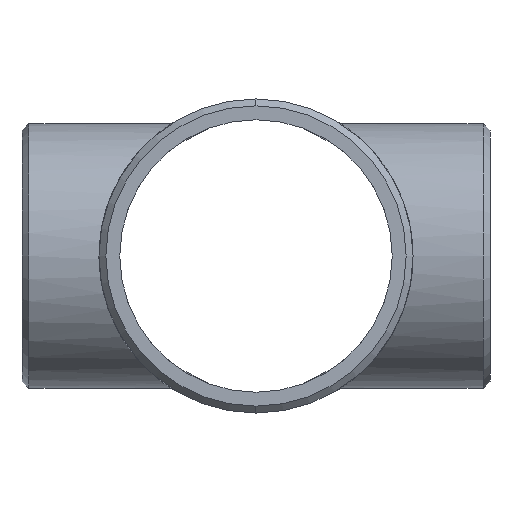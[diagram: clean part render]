
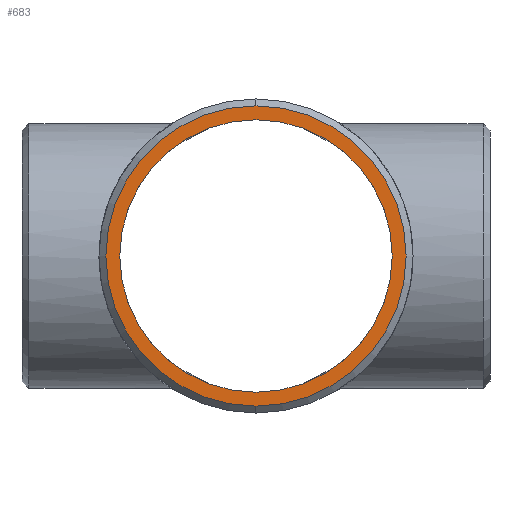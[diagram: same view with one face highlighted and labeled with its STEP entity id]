
A CAD part, left-side view. The second image highlights one B-rep face of the part: STEP entity #683.
In plain terms, the highlighted planar face has unit normal (-1, 0, 0).
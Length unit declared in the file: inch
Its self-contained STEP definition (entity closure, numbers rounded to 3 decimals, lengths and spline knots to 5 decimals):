
#10 = CARTESIAN_POINT ( 'NONE',  ( -10., 0., 6.09367 ) ) ;
#45 = AXIS2_PLACEMENT_3D ( 'NONE', #730, #353, #835 ) ;
#95 = CARTESIAN_POINT ( 'NONE',  ( -10., 0., 0. ) ) ;
#102 = DIRECTION ( 'NONE',  ( -1., 0., 0. ) ) ;
#121 = DIRECTION ( 'NONE',  ( 1., 0., 0. ) ) ;
#154 = CIRCLE ( 'NONE', #852, 6.09367 ) ;
#155 = VERTEX_POINT ( 'NONE', #10 ) ;
#170 = EDGE_CURVE ( 'NONE', #616, #306, #1540, .T. ) ;
#279 = CARTESIAN_POINT ( 'NONE',  ( -10., 0., -6.09367 ) ) ;
#306 = VERTEX_POINT ( 'NONE', #681 ) ;
#332 = ORIENTED_EDGE ( 'NONE', *, *, #1424, .T. ) ;
#353 = DIRECTION ( 'NONE',  ( 1., 0., 0. ) ) ;
#460 = CARTESIAN_POINT ( 'NONE',  ( -10., 0., 0. ) ) ;
#498 = AXIS2_PLACEMENT_3D ( 'NONE', #1059, #102, #823 ) ;
#593 = DIRECTION ( 'NONE',  ( 0., 0., 1. ) ) ;
#602 = EDGE_LOOP ( 'NONE', ( #332, #994 ) ) ;
#616 = VERTEX_POINT ( 'NONE', #1328 ) ;
#679 = CIRCLE ( 'NONE', #1408, 6.09367 ) ;
#681 = CARTESIAN_POINT ( 'NONE',  ( -10., 0., -5.531 ) ) ;
#683 = ADVANCED_FACE ( 'NONE', ( #1177, #1169 ), #691, .T. ) ;
#691 = PLANE ( 'NONE',  #498 ) ;
#730 = CARTESIAN_POINT ( 'NONE',  ( -10., 0., 0. ) ) ;
#823 = DIRECTION ( 'NONE',  ( 0., 0., -1. ) ) ;
#835 = DIRECTION ( 'NONE',  ( 0., 0., 1. ) ) ;
#852 = AXIS2_PLACEMENT_3D ( 'NONE', #1535, #1173, #938 ) ;
#905 = VERTEX_POINT ( 'NONE', #279 ) ;
#938 = DIRECTION ( 'NONE',  ( 0., 0., 1. ) ) ;
#941 = DIRECTION ( 'NONE',  ( 0., 0., 1. ) ) ;
#994 = ORIENTED_EDGE ( 'NONE', *, *, #1211, .T. ) ;
#1052 = AXIS2_PLACEMENT_3D ( 'NONE', #95, #121, #941 ) ;
#1059 = CARTESIAN_POINT ( 'NONE',  ( -10., 0., 0. ) ) ;
#1133 = ORIENTED_EDGE ( 'NONE', *, *, #170, .T. ) ;
#1169 = FACE_BOUND ( 'NONE', #1520, .T. ) ;
#1173 = DIRECTION ( 'NONE',  ( -1., 0., 0. ) ) ;
#1177 = FACE_OUTER_BOUND ( 'NONE', #602, .T. ) ;
#1193 = DIRECTION ( 'NONE',  ( -1., 0., 0. ) ) ;
#1211 = EDGE_CURVE ( 'NONE', #155, #905, #154, .T. ) ;
#1328 = CARTESIAN_POINT ( 'NONE',  ( -10., 0., 5.531 ) ) ;
#1345 = ORIENTED_EDGE ( 'NONE', *, *, #1405, .T. ) ;
#1360 = CIRCLE ( 'NONE', #1052, 5.531 ) ;
#1405 = EDGE_CURVE ( 'NONE', #306, #616, #1360, .T. ) ;
#1408 = AXIS2_PLACEMENT_3D ( 'NONE', #460, #1193, #593 ) ;
#1424 = EDGE_CURVE ( 'NONE', #905, #155, #679, .T. ) ;
#1520 = EDGE_LOOP ( 'NONE', ( #1133, #1345 ) ) ;
#1535 = CARTESIAN_POINT ( 'NONE',  ( -10., 0., 0. ) ) ;
#1540 = CIRCLE ( 'NONE', #45, 5.531 ) ;
